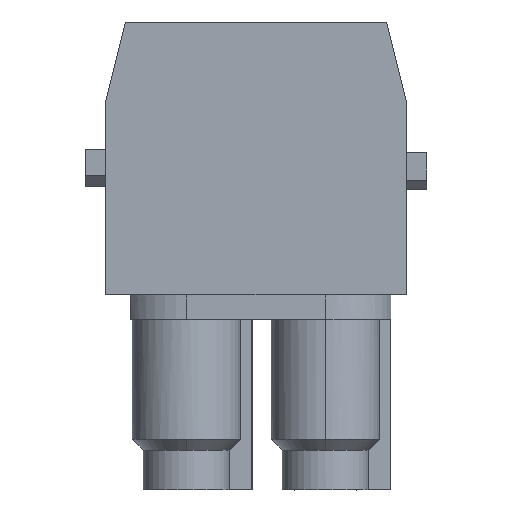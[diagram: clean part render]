
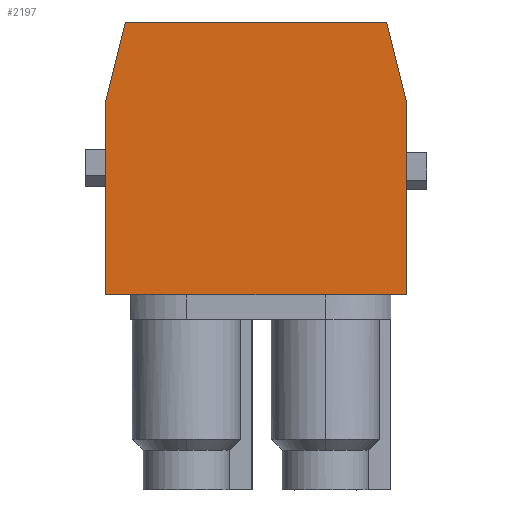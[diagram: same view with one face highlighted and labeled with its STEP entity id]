
A CAD part, left-side view. The second image highlights one B-rep face of the part: STEP entity #2197.
In plain terms, the highlighted planar face has unit normal (-1, 0, 0).
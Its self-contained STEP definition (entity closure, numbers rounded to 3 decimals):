
#2161=AXIS2_PLACEMENT_3D('Plane Axis2P3D',#2158,#2159,#2160) ;
#1472=CARTESIAN_POINT('Vertex',(0.,2.05,19.65)) ;
#1475=CARTESIAN_POINT('Line Origine',(0.,17.2,19.65)) ;
#1479=CARTESIAN_POINT('Vertex',(0.,32.35,19.65)) ;
#2093=CARTESIAN_POINT('Vertex',(0.,2.05,39.128)) ;
#2096=CARTESIAN_POINT('Line Origine',(0.,2.05,29.389)) ;
#2158=CARTESIAN_POINT('Axis2P3D Location',(0.,32.35,25.35)) ;
#2163=CARTESIAN_POINT('Line Origine',(0.,3.05,43.139)) ;
#2167=CARTESIAN_POINT('Vertex',(0.,4.05,47.15)) ;
#2170=CARTESIAN_POINT('Line Origine',(0.,17.2,47.15)) ;
#2174=CARTESIAN_POINT('Vertex',(0.,30.35,47.15)) ;
#2177=CARTESIAN_POINT('Line Origine',(0.,31.35,43.139)) ;
#2181=CARTESIAN_POINT('Vertex',(0.,32.35,39.128)) ;
#2184=CARTESIAN_POINT('Line Origine',(0.,32.35,29.389)) ;
#1476=DIRECTION('Vector Direction',(0.,1.,0.)) ;
#2097=DIRECTION('Vector Direction',(0.,0.,-1.)) ;
#2159=DIRECTION('Axis2P3D Direction',(1.,0.,0.)) ;
#2160=DIRECTION('Axis2P3D XDirection',(0.,1.,0.)) ;
#2164=DIRECTION('Vector Direction',(0.,-0.242,-0.97)) ;
#2171=DIRECTION('Vector Direction',(0.,-1.,0.)) ;
#2178=DIRECTION('Vector Direction',(0.,0.242,-0.97)) ;
#2185=DIRECTION('Vector Direction',(0.,0.,-1.)) ;
#1477=VECTOR('Line Direction',#1476,1.) ;
#2098=VECTOR('Line Direction',#2097,1.) ;
#2165=VECTOR('Line Direction',#2164,1.) ;
#2172=VECTOR('Line Direction',#2171,1.) ;
#2179=VECTOR('Line Direction',#2178,1.) ;
#2186=VECTOR('Line Direction',#2185,1.) ;
#2190=ORIENTED_EDGE('',*,*,#2100,.F.) ;
#2191=ORIENTED_EDGE('',*,*,#2169,.F.) ;
#2192=ORIENTED_EDGE('',*,*,#2176,.F.) ;
#2193=ORIENTED_EDGE('',*,*,#2183,.T.) ;
#2194=ORIENTED_EDGE('',*,*,#2188,.T.) ;
#2195=ORIENTED_EDGE('',*,*,#1481,.F.) ;
#2197=ADVANCED_FACE('2748240000.1\\Hauptkoerper',(#2196),#2162,.F.) ;
#1481=EDGE_CURVE('',#1473,#1480,#1478,.T.) ;
#2100=EDGE_CURVE('',#2094,#1473,#2099,.T.) ;
#2169=EDGE_CURVE('',#2168,#2094,#2166,.T.) ;
#2176=EDGE_CURVE('',#2175,#2168,#2173,.T.) ;
#2183=EDGE_CURVE('',#2175,#2182,#2180,.T.) ;
#2188=EDGE_CURVE('',#2182,#1480,#2187,.T.) ;
#2189=EDGE_LOOP('',(#2190,#2191,#2192,#2193,#2194,#2195)) ;
#2196=FACE_OUTER_BOUND('',#2189,.T.) ;
#1478=LINE('Line',#1475,#1477) ;
#2099=LINE('Line',#2096,#2098) ;
#2166=LINE('Line',#2163,#2165) ;
#2173=LINE('Line',#2170,#2172) ;
#2180=LINE('Line',#2177,#2179) ;
#2187=LINE('Line',#2184,#2186) ;
#2162=PLANE('',#2161) ;
#1473=VERTEX_POINT('',#1472) ;
#1480=VERTEX_POINT('',#1479) ;
#2094=VERTEX_POINT('',#2093) ;
#2168=VERTEX_POINT('',#2167) ;
#2175=VERTEX_POINT('',#2174) ;
#2182=VERTEX_POINT('',#2181) ;
